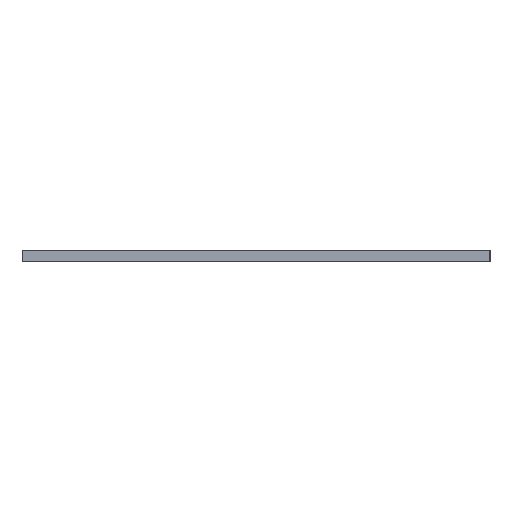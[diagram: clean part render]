
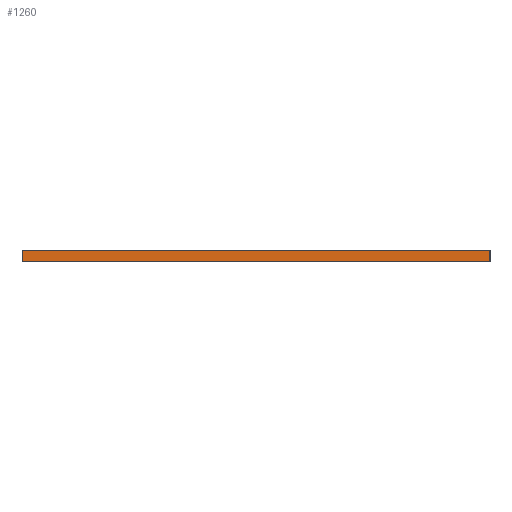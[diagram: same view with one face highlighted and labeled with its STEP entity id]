
A CAD part, left-side view. The second image highlights one B-rep face of the part: STEP entity #1260.
In plain terms, the highlighted planar face has unit normal (-1, 0, 0).
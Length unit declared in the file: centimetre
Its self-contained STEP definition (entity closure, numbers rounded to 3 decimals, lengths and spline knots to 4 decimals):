
#174=FACE_OUTER_BOUND('',#236,.T.);
#236=EDGE_LOOP('',(#1031,#1032,#1033,#1034));
#372=LINE('',#2094,#496);
#373=LINE('',#2097,#497);
#374=LINE('',#2099,#498);
#375=LINE('',#2100,#499);
#496=VECTOR('',#1732,1.);
#497=VECTOR('',#1735,1.);
#498=VECTOR('',#1736,1.);
#499=VECTOR('',#1737,1.);
#621=VERTEX_POINT('',#2090);
#622=VERTEX_POINT('',#2092);
#623=VERTEX_POINT('',#2096);
#624=VERTEX_POINT('',#2098);
#796=EDGE_CURVE('',#621,#622,#372,.T.);
#797=EDGE_CURVE('',#621,#623,#373,.T.);
#798=EDGE_CURVE('',#624,#622,#374,.T.);
#799=EDGE_CURVE('',#623,#624,#375,.T.);
#1031=ORIENTED_EDGE('',*,*,#797,.F.);
#1032=ORIENTED_EDGE('',*,*,#796,.T.);
#1033=ORIENTED_EDGE('',*,*,#798,.F.);
#1034=ORIENTED_EDGE('',*,*,#799,.F.);
#1198=PLANE('',#1392);
#1260=ADVANCED_FACE('',(#174),#1198,.T.);
#1392=AXIS2_PLACEMENT_3D('',#2095,#1733,#1734);
#1732=DIRECTION('',(0.,0.,1.));
#1733=DIRECTION('center_axis',(-1.,0.,0.));
#1734=DIRECTION('ref_axis',(0.,-1.,0.));
#1735=DIRECTION('',(0.,1.,0.));
#1736=DIRECTION('',(0.,-1.,0.));
#1737=DIRECTION('',(0.,0.,1.));
#2090=CARTESIAN_POINT('',(0.0104,-9.735,0.));
#2092=CARTESIAN_POINT('',(0.0104,-9.735,0.15));
#2094=CARTESIAN_POINT('',(0.0104,-9.735,0.));
#2095=CARTESIAN_POINT('Origin',(0.0104,-3.515,0.));
#2096=CARTESIAN_POINT('',(0.0104,-3.515,0.));
#2097=CARTESIAN_POINT('',(0.0104,-9.735,0.));
#2098=CARTESIAN_POINT('',(0.0104,-3.515,0.15));
#2099=CARTESIAN_POINT('',(0.0104,-9.735,0.15));
#2100=CARTESIAN_POINT('',(0.0104,-3.515,0.));
